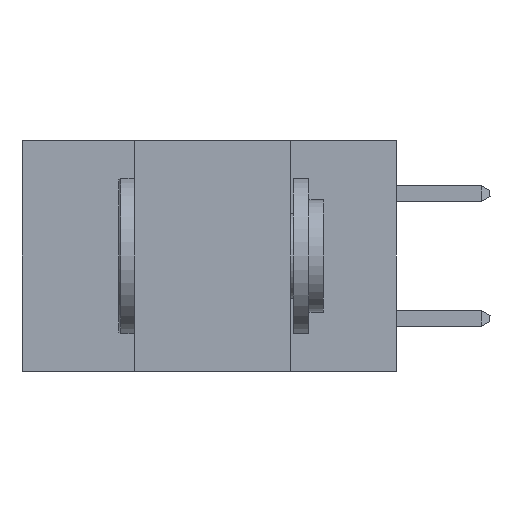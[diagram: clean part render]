
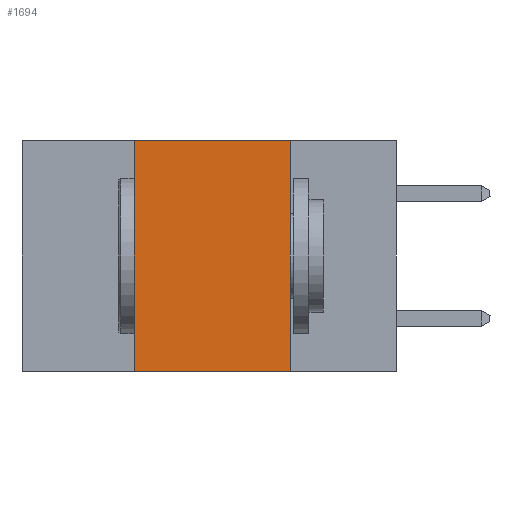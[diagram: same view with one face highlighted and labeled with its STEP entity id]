
A CAD part, left-side view. The second image highlights one B-rep face of the part: STEP entity #1694.
In plain terms, the highlighted planar face has unit normal (-1, 0, 0).
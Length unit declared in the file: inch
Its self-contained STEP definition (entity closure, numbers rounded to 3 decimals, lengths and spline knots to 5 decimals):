
#458 = VECTOR ( 'NONE', #7563, 39.37008 ) ;
#1322 = PLANE ( 'NONE',  #14225 ) ;
#1676 = CARTESIAN_POINT ( 'NONE',  ( 0., 0.42, -0.37 ) ) ;
#1694 = ADVANCED_FACE ( 'NONE', ( #8119 ), #1322, .F. ) ;
#2840 = VERTEX_POINT ( 'NONE', #14267 ) ;
#3292 = ORIENTED_EDGE ( 'NONE', *, *, #3463, .F. ) ;
#3463 = EDGE_CURVE ( 'NONE', #5453, #2840, #9678, .T. ) ;
#3704 = CARTESIAN_POINT ( 'NONE',  ( 0., 0.6, 0. ) ) ;
#3900 = EDGE_CURVE ( 'NONE', #2840, #11905, #14319, .T. ) ;
#4795 = DIRECTION ( 'NONE',  ( 0., -1., 0. ) ) ;
#5452 = LINE ( 'NONE', #14604, #458 ) ;
#5453 = VERTEX_POINT ( 'NONE', #1676 ) ;
#5513 = VERTEX_POINT ( 'NONE', #12830 ) ;
#5586 = EDGE_CURVE ( 'NONE', #5453, #5513, #12872, .T. ) ;
#5786 = CARTESIAN_POINT ( 'NONE',  ( 0., 0.6, -0.37 ) ) ;
#5885 = ORIENTED_EDGE ( 'NONE', *, *, #6097, .F. ) ;
#6097 = EDGE_CURVE ( 'NONE', #11905, #5513, #5452, .T. ) ;
#7540 = DIRECTION ( 'NONE',  ( 0., -1., 0. ) ) ;
#7563 = DIRECTION ( 'NONE',  ( 0., 0., -1. ) ) ;
#8119 = FACE_OUTER_BOUND ( 'NONE', #11061, .T. ) ;
#8473 = ORIENTED_EDGE ( 'NONE', *, *, #3900, .F. ) ;
#9099 = CARTESIAN_POINT ( 'NONE',  ( 0., 0.17, 0. ) ) ;
#9334 = VECTOR ( 'NONE', #4795, 39.37008 ) ;
#9338 = DIRECTION ( 'NONE',  ( 0., 0., 1. ) ) ;
#9678 = LINE ( 'NONE', #11447, #11532 ) ;
#11061 = EDGE_LOOP ( 'NONE', ( #5885, #8473, #3292, #12877 ) ) ;
#11447 = CARTESIAN_POINT ( 'NONE',  ( 0., 0.42, 0. ) ) ;
#11532 = VECTOR ( 'NONE', #9338, 39.37008 ) ;
#11905 = VERTEX_POINT ( 'NONE', #9099 ) ;
#11950 = CARTESIAN_POINT ( 'NONE',  ( 0., 0.6, 0. ) ) ;
#12002 = DIRECTION ( 'NONE',  ( 1., 0., 0. ) ) ;
#12830 = CARTESIAN_POINT ( 'NONE',  ( 0., 0.17, -0.37 ) ) ;
#12872 = LINE ( 'NONE', #5786, #9334 ) ;
#12877 = ORIENTED_EDGE ( 'NONE', *, *, #5586, .T. ) ;
#13204 = DIRECTION ( 'NONE',  ( 0., 0., -1. ) ) ;
#13956 = VECTOR ( 'NONE', #7540, 39.37008 ) ;
#14225 = AXIS2_PLACEMENT_3D ( 'NONE', #11950, #12002, #13204 ) ;
#14267 = CARTESIAN_POINT ( 'NONE',  ( 0., 0.42, 0. ) ) ;
#14319 = LINE ( 'NONE', #3704, #13956 ) ;
#14604 = CARTESIAN_POINT ( 'NONE',  ( 0., 0.17, 0. ) ) ;
